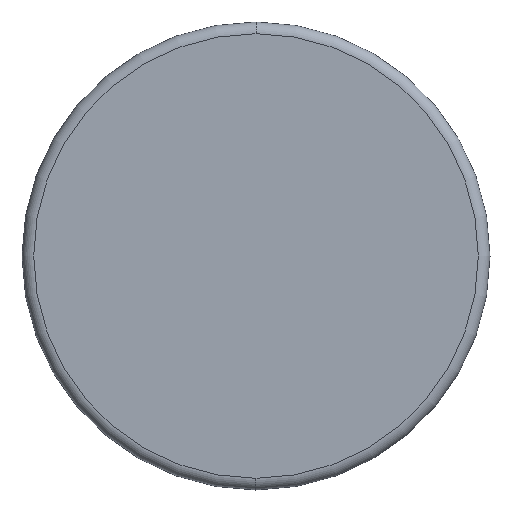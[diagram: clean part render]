
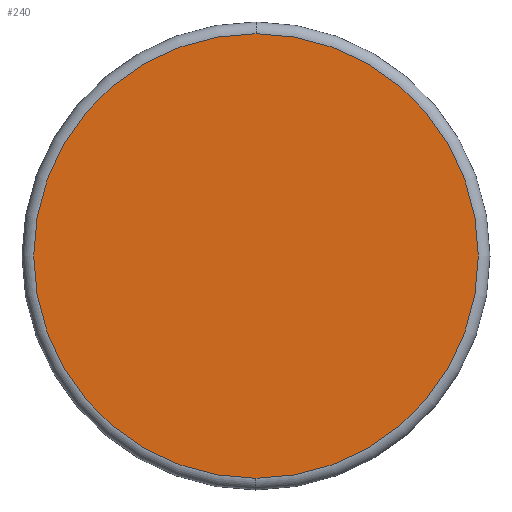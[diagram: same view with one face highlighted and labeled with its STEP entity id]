
A CAD part, left-side view. The second image highlights one B-rep face of the part: STEP entity #240.
In plain terms, the highlighted planar face has unit normal (-1, 0, 0).
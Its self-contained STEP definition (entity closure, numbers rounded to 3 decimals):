
#3 = CIRCLE ( 'NONE', #52, 9.5 ) ;
#6 = CARTESIAN_POINT ( 'NONE',  ( -3., 0., -9.5 ) ) ;
#16 = CIRCLE ( 'NONE', #155, 9.5 ) ;
#43 = DIRECTION ( 'NONE',  ( 0., 0., -1. ) ) ;
#45 = FACE_OUTER_BOUND ( 'NONE', #167, .T. ) ;
#52 = AXIS2_PLACEMENT_3D ( 'NONE', #118, #91, #198 ) ;
#62 = EDGE_CURVE ( 'NONE', #229, #228, #16, .T. ) ;
#78 = CARTESIAN_POINT ( 'NONE',  ( -3., 0., 0. ) ) ;
#91 = DIRECTION ( 'NONE',  ( -1., 0., 0. ) ) ;
#96 = AXIS2_PLACEMENT_3D ( 'NONE', #295, #323, #43 ) ;
#118 = CARTESIAN_POINT ( 'NONE',  ( -3., 0., 0. ) ) ;
#137 = ORIENTED_EDGE ( 'NONE', *, *, #62, .T. ) ;
#155 = AXIS2_PLACEMENT_3D ( 'NONE', #78, #357, #303 ) ;
#167 = EDGE_LOOP ( 'NONE', ( #281, #137 ) ) ;
#182 = PLANE ( 'NONE',  #96 ) ;
#198 = DIRECTION ( 'NONE',  ( 0., 0., 1. ) ) ;
#213 = EDGE_CURVE ( 'NONE', #228, #229, #3, .T. ) ;
#228 = VERTEX_POINT ( 'NONE', #319 ) ;
#229 = VERTEX_POINT ( 'NONE', #6 ) ;
#240 = ADVANCED_FACE ( 'NONE', ( #45 ), #182, .F. ) ;
#281 = ORIENTED_EDGE ( 'NONE', *, *, #213, .T. ) ;
#295 = CARTESIAN_POINT ( 'NONE',  ( -3., 9.5, 0. ) ) ;
#303 = DIRECTION ( 'NONE',  ( 0., 0., 1. ) ) ;
#319 = CARTESIAN_POINT ( 'NONE',  ( -3., 0., 9.5 ) ) ;
#323 = DIRECTION ( 'NONE',  ( 1., 0., 0. ) ) ;
#357 = DIRECTION ( 'NONE',  ( -1., 0., 0. ) ) ;
